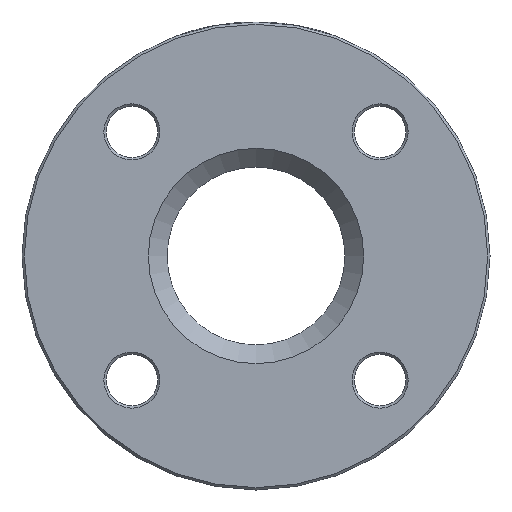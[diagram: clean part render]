
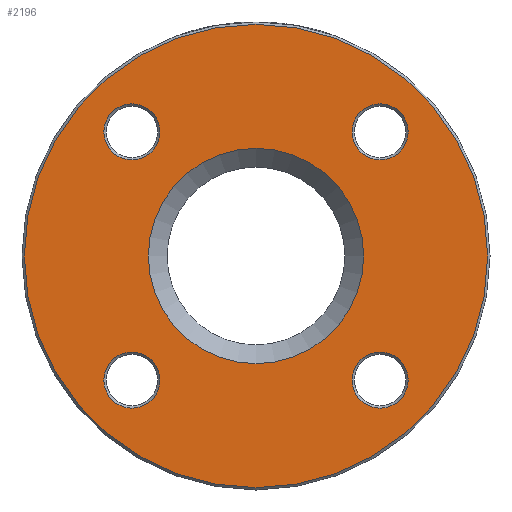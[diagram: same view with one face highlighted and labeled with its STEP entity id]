
A CAD part, left-side view. The second image highlights one B-rep face of the part: STEP entity #2196.
In plain terms, the highlighted planar face has unit normal (-1, 0, 0).
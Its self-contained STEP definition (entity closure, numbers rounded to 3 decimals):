
#105 = EDGE_CURVE ( 'NONE', #3781, #3781, #2942, .T. ) ;
#180 = DIRECTION ( 'NONE',  ( 0., 0., -1. ) ) ;
#231 = PLANE ( 'NONE',  #1045 ) ;
#298 = AXIS2_PLACEMENT_3D ( 'NONE', #1587, #3990, #1242 ) ;
#384 = CIRCLE ( 'NONE', #3589, 23. ) ;
#427 = EDGE_LOOP ( 'NONE', ( #704 ) ) ;
#601 = CIRCLE ( 'NONE', #1191, 6. ) ;
#613 = CIRCLE ( 'NONE', #1061, 49.5 ) ;
#635 = CARTESIAN_POINT ( 'NONE',  ( 0., 0., 0. ) ) ;
#704 = ORIENTED_EDGE ( 'NONE', *, *, #2298, .T. ) ;
#728 = VERTEX_POINT ( 'NONE', #3828 ) ;
#836 = EDGE_LOOP ( 'NONE', ( #860 ) ) ;
#860 = ORIENTED_EDGE ( 'NONE', *, *, #4343, .T. ) ;
#894 = CIRCLE ( 'NONE', #4450, 6. ) ;
#1033 = CARTESIAN_POINT ( 'NONE',  ( 0., 26.517, -32.517 ) ) ;
#1045 = AXIS2_PLACEMENT_3D ( 'NONE', #2047, #3728, #1688 ) ;
#1061 = AXIS2_PLACEMENT_3D ( 'NONE', #635, #1351, #4116 ) ;
#1078 = CARTESIAN_POINT ( 'NONE',  ( 0., 0., -23. ) ) ;
#1080 = FACE_BOUND ( 'NONE', #4467, .T. ) ;
#1128 = EDGE_CURVE ( 'NONE', #1788, #1788, #384, .T. ) ;
#1191 = AXIS2_PLACEMENT_3D ( 'NONE', #4077, #2678, #180 ) ;
#1242 = DIRECTION ( 'NONE',  ( 0., 0., -1. ) ) ;
#1351 = DIRECTION ( 'NONE',  ( -1., 0., 0. ) ) ;
#1380 = VERTEX_POINT ( 'NONE', #1033 ) ;
#1420 = ORIENTED_EDGE ( 'NONE', *, *, #105, .T. ) ;
#1546 = CARTESIAN_POINT ( 'NONE',  ( 0., 26.517, 26.517 ) ) ;
#1587 = CARTESIAN_POINT ( 'NONE',  ( 0., -26.517, -26.517 ) ) ;
#1596 = EDGE_CURVE ( 'NONE', #728, #728, #894, .T. ) ;
#1688 = DIRECTION ( 'NONE',  ( 0., 0., -1. ) ) ;
#1697 = CARTESIAN_POINT ( 'NONE',  ( 0., -26.517, -32.517 ) ) ;
#1766 = VERTEX_POINT ( 'NONE', #2121 ) ;
#1788 = VERTEX_POINT ( 'NONE', #1078 ) ;
#1893 = CARTESIAN_POINT ( 'NONE',  ( 0., 0., 0. ) ) ;
#1976 = DIRECTION ( 'NONE',  ( 0., 0., -1. ) ) ;
#2047 = CARTESIAN_POINT ( 'NONE',  ( 0., 19., 0. ) ) ;
#2101 = VERTEX_POINT ( 'NONE', #3490 ) ;
#2121 = CARTESIAN_POINT ( 'NONE',  ( 0., 0., -49.5 ) ) ;
#2196 = ADVANCED_FACE ( 'NONE', ( #2806, #4186, #1080, #2464, #2706, #2340 ), #231, .F. ) ;
#2298 = EDGE_CURVE ( 'NONE', #1380, #1380, #601, .T. ) ;
#2340 = FACE_BOUND ( 'NONE', #836, .T. ) ;
#2464 = FACE_BOUND ( 'NONE', #2735, .T. ) ;
#2523 = ORIENTED_EDGE ( 'NONE', *, *, #1596, .T. ) ;
#2678 = DIRECTION ( 'NONE',  ( 1., 0., 0. ) ) ;
#2706 = FACE_BOUND ( 'NONE', #427, .T. ) ;
#2735 = EDGE_LOOP ( 'NONE', ( #1420 ) ) ;
#2806 = FACE_BOUND ( 'NONE', #3437, .T. ) ;
#2911 = DIRECTION ( 'NONE',  ( 1., 0., 0. ) ) ;
#2942 = CIRCLE ( 'NONE', #298, 6. ) ;
#3329 = CIRCLE ( 'NONE', #3545, 6. ) ;
#3382 = EDGE_CURVE ( 'NONE', #1766, #1766, #613, .T. ) ;
#3437 = EDGE_LOOP ( 'NONE', ( #3646 ) ) ;
#3490 = CARTESIAN_POINT ( 'NONE',  ( 0., 26.517, 20.517 ) ) ;
#3545 = AXIS2_PLACEMENT_3D ( 'NONE', #1546, #2911, #4285 ) ;
#3589 = AXIS2_PLACEMENT_3D ( 'NONE', #1893, #3661, #4358 ) ;
#3646 = ORIENTED_EDGE ( 'NONE', *, *, #1128, .T. ) ;
#3661 = DIRECTION ( 'NONE',  ( 1., 0., 0. ) ) ;
#3698 = CARTESIAN_POINT ( 'NONE',  ( 0., -26.517, 26.517 ) ) ;
#3728 = DIRECTION ( 'NONE',  ( 1., 0., 0. ) ) ;
#3781 = VERTEX_POINT ( 'NONE', #1697 ) ;
#3828 = CARTESIAN_POINT ( 'NONE',  ( 0., -26.517, 20.517 ) ) ;
#3990 = DIRECTION ( 'NONE',  ( 1., 0., 0. ) ) ;
#4077 = CARTESIAN_POINT ( 'NONE',  ( 0., 26.517, -26.517 ) ) ;
#4116 = DIRECTION ( 'NONE',  ( 0., 0., -1. ) ) ;
#4186 = FACE_OUTER_BOUND ( 'NONE', #4504, .T. ) ;
#4285 = DIRECTION ( 'NONE',  ( 0., 0., -1. ) ) ;
#4343 = EDGE_CURVE ( 'NONE', #2101, #2101, #3329, .T. ) ;
#4351 = DIRECTION ( 'NONE',  ( 1., 0., 0. ) ) ;
#4358 = DIRECTION ( 'NONE',  ( 0., 0., -1. ) ) ;
#4376 = ORIENTED_EDGE ( 'NONE', *, *, #3382, .T. ) ;
#4450 = AXIS2_PLACEMENT_3D ( 'NONE', #3698, #4351, #1976 ) ;
#4467 = EDGE_LOOP ( 'NONE', ( #2523 ) ) ;
#4504 = EDGE_LOOP ( 'NONE', ( #4376 ) ) ;
